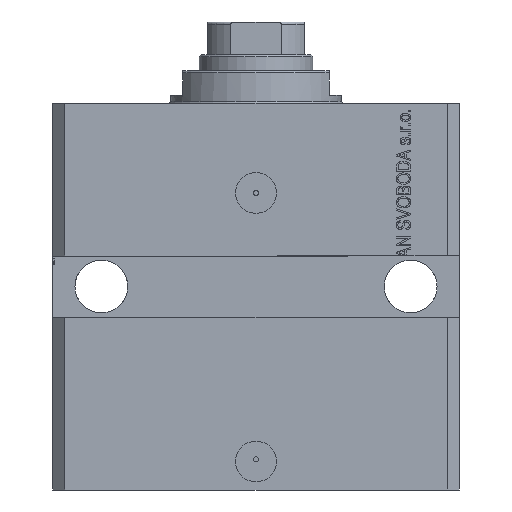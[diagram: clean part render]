
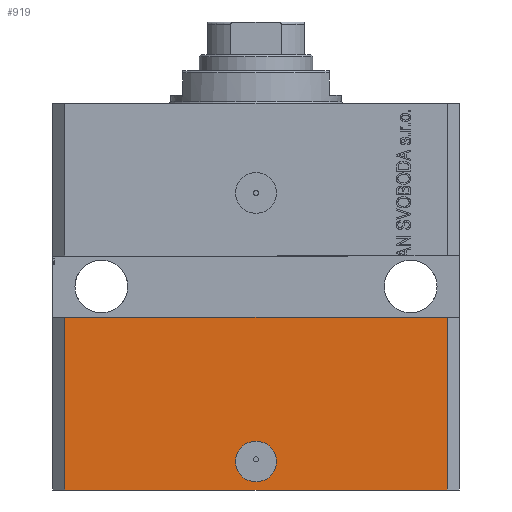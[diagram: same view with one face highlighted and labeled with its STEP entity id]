
A CAD part, front view. The second image highlights one B-rep face of the part: STEP entity #919.
In plain terms, the highlighted planar face has unit normal (0, -1, 0).
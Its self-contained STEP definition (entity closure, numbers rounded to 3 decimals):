
#189 = DIRECTION ( 'NONE',  ( 1., 0., 0. ) ) ;
#551 = DIRECTION ( 'NONE',  ( 1., 0., 0. ) ) ;
#919 = ADVANCED_FACE ( 'NONE', ( #34683, #7340 ), #3881, .T. ) ;
#2323 = VERTEX_POINT ( 'NONE', #25857 ) ;
#2596 = LINE ( 'NONE', #16609, #11207 ) ;
#3206 = VECTOR ( 'NONE', #44632, 1000. ) ;
#3881 = PLANE ( 'NONE',  #19144 ) ;
#6653 = DIRECTION ( 'NONE',  ( 1., 0., 0. ) ) ;
#7340 = FACE_OUTER_BOUND ( 'NONE', #38273, .T. ) ;
#7443 = CIRCLE ( 'NONE', #39019, 5. ) ;
#7721 = ORIENTED_EDGE ( 'NONE', *, *, #8710, .F. ) ;
#8005 = CARTESIAN_POINT ( 'NONE',  ( -47., -37.5, -95. ) ) ;
#8255 = ORIENTED_EDGE ( 'NONE', *, *, #19340, .F. ) ;
#8710 = EDGE_CURVE ( 'NONE', #2323, #43206, #42250, .T. ) ;
#8930 = EDGE_CURVE ( 'NONE', #9262, #2323, #2596, .T. ) ;
#9262 = VERTEX_POINT ( 'NONE', #8005 ) ;
#9503 = EDGE_CURVE ( 'NONE', #9262, #13855, #18020, .T. ) ;
#11186 = ORIENTED_EDGE ( 'NONE', *, *, #8930, .F. ) ;
#11207 = VECTOR ( 'NONE', #20506, 1000. ) ;
#12753 = VERTEX_POINT ( 'NONE', #44447 ) ;
#12948 = DIRECTION ( 'NONE',  ( 1., 0., 0. ) ) ;
#13433 = VECTOR ( 'NONE', #12948, 1000. ) ;
#13831 = EDGE_LOOP ( 'NONE', ( #41340, #8255 ) ) ;
#13855 = VERTEX_POINT ( 'NONE', #21229 ) ;
#14120 = CARTESIAN_POINT ( 'NONE',  ( 5., -37.5, -88. ) ) ;
#14459 = CARTESIAN_POINT ( 'NONE',  ( -50., -37.5, -52.5 ) ) ;
#16477 = VECTOR ( 'NONE', #551, 1000. ) ;
#16609 = CARTESIAN_POINT ( 'NONE',  ( -47., -37.5, -95. ) ) ;
#18020 = LINE ( 'NONE', #29018, #16477 ) ;
#19144 = AXIS2_PLACEMENT_3D ( 'NONE', #44793, #42249, #6653 ) ;
#19340 = EDGE_CURVE ( 'NONE', #12753, #22719, #7443, .T. ) ;
#20078 = CARTESIAN_POINT ( 'NONE',  ( 0., -37.5, -88. ) ) ;
#20506 = DIRECTION ( 'NONE',  ( 0., 0., 1. ) ) ;
#20518 = DIRECTION ( 'NONE',  ( 0., -1., 0. ) ) ;
#21229 = CARTESIAN_POINT ( 'NONE',  ( 47., -37.5, -95. ) ) ;
#22719 = VERTEX_POINT ( 'NONE', #14120 ) ;
#22967 = CARTESIAN_POINT ( 'NONE',  ( 0., -37.5, -88. ) ) ;
#23248 = AXIS2_PLACEMENT_3D ( 'NONE', #22967, #33520, #189 ) ;
#25857 = CARTESIAN_POINT ( 'NONE',  ( -47., -37.5, -52.5 ) ) ;
#28117 = CARTESIAN_POINT ( 'NONE',  ( 47., -37.5, -52.5 ) ) ;
#29018 = CARTESIAN_POINT ( 'NONE',  ( -47., -37.5, -95. ) ) ;
#30309 = ORIENTED_EDGE ( 'NONE', *, *, #9503, .T. ) ;
#30628 = CARTESIAN_POINT ( 'NONE',  ( 47., -37.5, -95. ) ) ;
#32232 = EDGE_CURVE ( 'NONE', #22719, #12753, #34977, .T. ) ;
#33486 = ORIENTED_EDGE ( 'NONE', *, *, #44670, .T. ) ;
#33520 = DIRECTION ( 'NONE',  ( 0., -1., 0. ) ) ;
#34074 = DIRECTION ( 'NONE',  ( 1., 0., 0. ) ) ;
#34683 = FACE_BOUND ( 'NONE', #13831, .T. ) ;
#34977 = CIRCLE ( 'NONE', #23248, 5. ) ;
#38273 = EDGE_LOOP ( 'NONE', ( #7721, #11186, #30309, #33486 ) ) ;
#39019 = AXIS2_PLACEMENT_3D ( 'NONE', #20078, #20518, #34074 ) ;
#41340 = ORIENTED_EDGE ( 'NONE', *, *, #32232, .F. ) ;
#42249 = DIRECTION ( 'NONE',  ( 0., -1., 0. ) ) ;
#42250 = LINE ( 'NONE', #14459, #13433 ) ;
#43206 = VERTEX_POINT ( 'NONE', #28117 ) ;
#44447 = CARTESIAN_POINT ( 'NONE',  ( -5., -37.5, -88. ) ) ;
#44632 = DIRECTION ( 'NONE',  ( 0., 0., 1. ) ) ;
#44670 = EDGE_CURVE ( 'NONE', #13855, #43206, #45089, .T. ) ;
#44793 = CARTESIAN_POINT ( 'NONE',  ( -47., -37.5, -95. ) ) ;
#45089 = LINE ( 'NONE', #30628, #3206 ) ;
